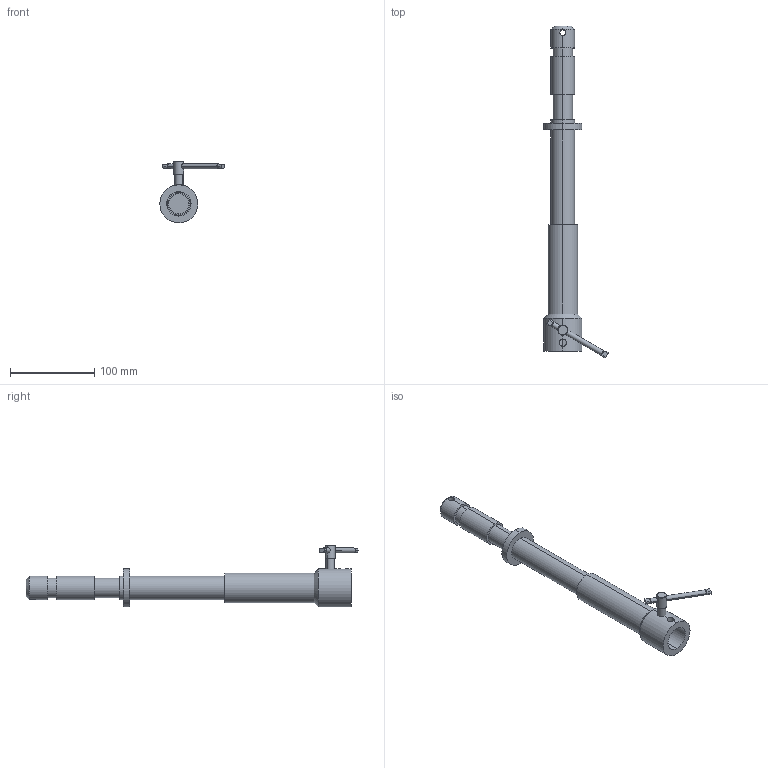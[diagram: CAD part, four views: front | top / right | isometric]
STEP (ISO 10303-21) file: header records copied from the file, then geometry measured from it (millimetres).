
FILE_DESCRIPTION (( 'STEP AP203' ), '1' );
FILE_NAME ('T44460.STEP', '2018-07-27T10:36:31', ( '' ), ( '' ), 'SwSTEP 2.0', 'SolidWorks 2016', '' );
FILE_SCHEMA (( 'CONFIG_CONTROL_DESIGN' ));
Length unit declared in the file: millimetre
Products named in the file (6): O.DO28 X I.D.24 X 142 LG ERW; TH1209; T44460; S0540; TH1212; TH1210
Assembly tree (5 placements, depth 3):
  T44460
    TH1212
      TH1209
      O.DO28 X I.D.24 X 142 LG ERW
      TH1210
    S0540
Bounding box: 76.21 x 393.03 x 73 mm (x, y, z)
Volume: 191121.8 mm3; surface area: 78246 mm2
Topology: 3 solids, 4 shells, 91 faces, 238 edges, 150 vertices
Faces by surface type: cylinder 46, plane 23, torus 14, cone 8
Entity records: 4148 total; most frequent: CARTESIAN_POINT 1256, DIRECTION 482, ORIENTED_EDGE 476, EDGE_CURVE 238, AXIS2_PLACEMENT_3D 208, VERTEX_POINT 150, EDGE_LOOP 112, CIRCLE 108
